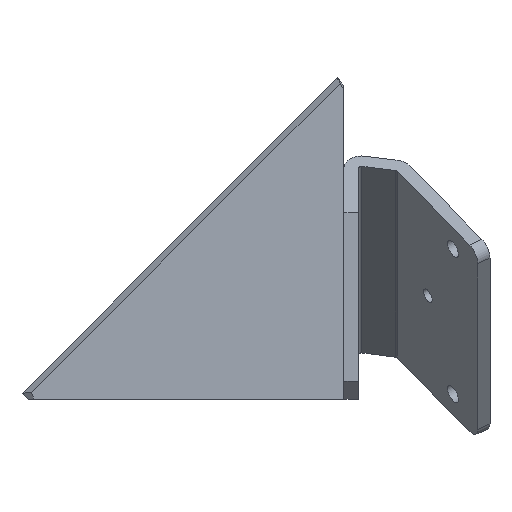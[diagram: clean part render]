
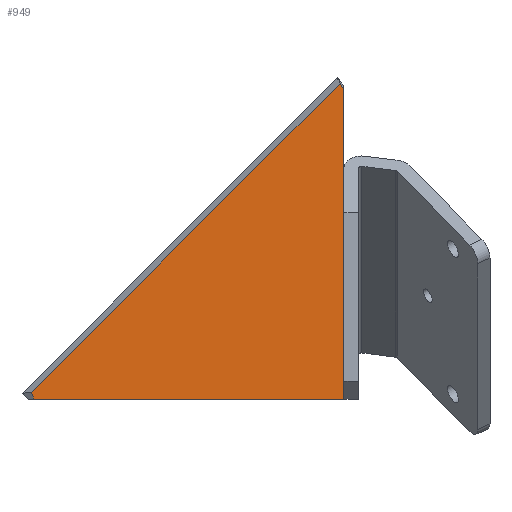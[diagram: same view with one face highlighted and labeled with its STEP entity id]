
A CAD part, left-side view. The second image highlights one B-rep face of the part: STEP entity #949.
In plain terms, the highlighted planar face has unit normal (-1, 0, 0).
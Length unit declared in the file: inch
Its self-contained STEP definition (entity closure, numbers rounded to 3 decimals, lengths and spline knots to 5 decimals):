
#17 = CARTESIAN_POINT ( 'NONE',  ( 0.11811, 0.16779, 4.3572 ) ) ;
#39 = VERTEX_POINT ( 'NONE', #198 ) ;
#53 = VECTOR ( 'NONE', #1072, 39.37008 ) ;
#67 = DIRECTION ( 'NONE',  ( 0., 0., -1. ) ) ;
#117 = DIRECTION ( 'NONE',  ( 0., -0.523, -0.852 ) ) ;
#129 = CARTESIAN_POINT ( 'NONE',  ( 0.11811, 4.27632, 0.11811 ) ) ;
#135 = ORIENTED_EDGE ( 'NONE', *, *, #284, .F. ) ;
#144 = ORIENTED_EDGE ( 'NONE', *, *, #338, .T. ) ;
#158 = CARTESIAN_POINT ( 'NONE',  ( 0.11811, 0.11811, 4.27632 ) ) ;
#188 = VECTOR ( 'NONE', #117, 39.37008 ) ;
#197 = ORIENTED_EDGE ( 'NONE', *, *, #853, .F. ) ;
#198 = CARTESIAN_POINT ( 'NONE',  ( 0.11811, 4.31647, 0.20851 ) ) ;
#221 = LINE ( 'NONE', #796, #1068 ) ;
#271 = VECTOR ( 'NONE', #649, 39.37008 ) ;
#272 = LINE ( 'NONE', #552, #271 ) ;
#284 = EDGE_CURVE ( 'NONE', #873, #888, #983, .T. ) ;
#285 = CARTESIAN_POINT ( 'NONE',  ( 0.11811, 4.31647, 0.20851 ) ) ;
#320 = EDGE_LOOP ( 'NONE', ( #135, #1053, #197, #144, #574 ) ) ;
#335 = FACE_OUTER_BOUND ( 'NONE', #320, .T. ) ;
#338 = EDGE_CURVE ( 'NONE', #339, #855, #221, .T. ) ;
#339 = VERTEX_POINT ( 'NONE', #992 ) ;
#494 = VECTOR ( 'NONE', #662, 39.37008 ) ;
#505 = DIRECTION ( 'NONE',  ( 0., -1., 0. ) ) ;
#523 = CARTESIAN_POINT ( 'NONE',  ( 0.11811, 0.11811, 0.11811 ) ) ;
#528 = AXIS2_PLACEMENT_3D ( 'NONE', #1021, #909, #67 ) ;
#552 = CARTESIAN_POINT ( 'NONE',  ( 0.11811, 0.11811, 0. ) ) ;
#557 = EDGE_CURVE ( 'NONE', #855, #888, #272, .T. ) ;
#574 = ORIENTED_EDGE ( 'NONE', *, *, #557, .T. ) ;
#600 = CARTESIAN_POINT ( 'NONE',  ( 0.11811, 0.16779, 4.3572 ) ) ;
#627 = EDGE_CURVE ( 'NONE', #39, #873, #851, .T. ) ;
#649 = DIRECTION ( 'NONE',  ( 0., 0., 1. ) ) ;
#662 = DIRECTION ( 'NONE',  ( 0., -0.707, 0.707 ) ) ;
#796 = CARTESIAN_POINT ( 'NONE',  ( 0.11811, 2.12132, 0.11811 ) ) ;
#799 = LINE ( 'NONE', #129, #53 ) ;
#813 = PLANE ( 'NONE',  #528 ) ;
#851 = LINE ( 'NONE', #285, #494 ) ;
#853 = EDGE_CURVE ( 'NONE', #339, #39, #799, .T. ) ;
#855 = VERTEX_POINT ( 'NONE', #523 ) ;
#873 = VERTEX_POINT ( 'NONE', #17 ) ;
#888 = VERTEX_POINT ( 'NONE', #158 ) ;
#909 = DIRECTION ( 'NONE',  ( 1., 0., 0. ) ) ;
#949 = ADVANCED_FACE ( 'NONE', ( #335 ), #813, .F. ) ;
#983 = LINE ( 'NONE', #600, #188 ) ;
#992 = CARTESIAN_POINT ( 'NONE',  ( 0.11811, 4.27632, 0.11811 ) ) ;
#1021 = CARTESIAN_POINT ( 'NONE',  ( 0.11811, 2.12132, 0. ) ) ;
#1053 = ORIENTED_EDGE ( 'NONE', *, *, #627, .F. ) ;
#1068 = VECTOR ( 'NONE', #505, 39.37008 ) ;
#1072 = DIRECTION ( 'NONE',  ( 0., 0.406, 0.914 ) ) ;
